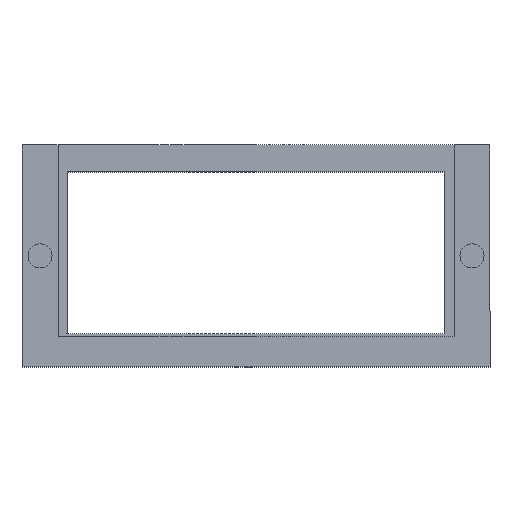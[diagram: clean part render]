
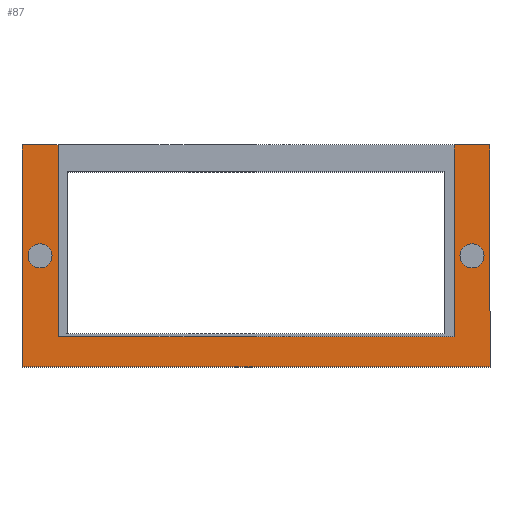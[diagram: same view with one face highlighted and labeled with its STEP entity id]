
A CAD part, top view. The second image highlights one B-rep face of the part: STEP entity #87.
In plain terms, the highlighted planar face has unit normal (0, 0, 1).
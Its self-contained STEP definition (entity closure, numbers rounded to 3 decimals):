
#1 = CARTESIAN_POINT ( 'NONE',  ( 39., 18.5, 0. ) ) ;
#7 = VERTEX_POINT ( 'NONE', #636 ) ;
#15 = CARTESIAN_POINT ( 'NONE',  ( -33., -13.5, 0. ) ) ;
#21 = CARTESIAN_POINT ( 'NONE',  ( 38., 0., 0. ) ) ;
#22 = DIRECTION ( 'NONE',  ( -1., 0., 0. ) ) ;
#23 = ORIENTED_EDGE ( 'NONE', *, *, #615, .T. ) ;
#35 = CARTESIAN_POINT ( 'NONE',  ( 39., -18.5, 0. ) ) ;
#40 = AXIS2_PLACEMENT_3D ( 'NONE', #430, #624, #22 ) ;
#41 = AXIS2_PLACEMENT_3D ( 'NONE', #411, #341, #270 ) ;
#44 = ORIENTED_EDGE ( 'NONE', *, *, #238, .F. ) ;
#48 = VERTEX_POINT ( 'NONE', #81 ) ;
#49 = EDGE_CURVE ( 'NONE', #7, #48, #243, .T. ) ;
#51 = FACE_BOUND ( 'NONE', #194, .T. ) ;
#68 = AXIS2_PLACEMENT_3D ( 'NONE', #637, #450, #310 ) ;
#74 = EDGE_CURVE ( 'NONE', #48, #7, #165, .T. ) ;
#81 = CARTESIAN_POINT ( 'NONE',  ( -38., 0., 0. ) ) ;
#87 = ADVANCED_FACE ( 'NONE', ( #51, #135, #630 ), #113, .F. ) ;
#88 = VECTOR ( 'NONE', #343, 1000. ) ;
#91 = ORIENTED_EDGE ( 'NONE', *, *, #290, .T. ) ;
#93 = LINE ( 'NONE', #15, #170 ) ;
#95 = CARTESIAN_POINT ( 'NONE',  ( -33., -13.5, 0. ) ) ;
#112 = LINE ( 'NONE', #35, #283 ) ;
#113 = PLANE ( 'NONE',  #68 ) ;
#135 = FACE_OUTER_BOUND ( 'NONE', #389, .T. ) ;
#140 = EDGE_CURVE ( 'NONE', #386, #564, #227, .T. ) ;
#141 = VECTOR ( 'NONE', #604, 1000. ) ;
#146 = CARTESIAN_POINT ( 'NONE',  ( -39., 18.5, 0. ) ) ;
#152 = DIRECTION ( 'NONE',  ( 0., 0., 1. ) ) ;
#161 = ORIENTED_EDGE ( 'NONE', *, *, #293, .T. ) ;
#164 = CARTESIAN_POINT ( 'NONE',  ( 33., 18.5, 0. ) ) ;
#165 = CIRCLE ( 'NONE', #40, 2. ) ;
#170 = VECTOR ( 'NONE', #619, 1000. ) ;
#191 = VECTOR ( 'NONE', #391, 1000. ) ;
#194 = EDGE_LOOP ( 'NONE', ( #250, #371 ) ) ;
#198 = LINE ( 'NONE', #325, #353 ) ;
#211 = VECTOR ( 'NONE', #498, 1000. ) ;
#224 = CARTESIAN_POINT ( 'NONE',  ( 39., 18.5, 0. ) ) ;
#225 = DIRECTION ( 'NONE',  ( -1., 0., 0. ) ) ;
#227 = LINE ( 'NONE', #298, #414 ) ;
#235 = AXIS2_PLACEMENT_3D ( 'NONE', #502, #152, #225 ) ;
#238 = EDGE_CURVE ( 'NONE', #351, #459, #521, .T. ) ;
#243 = CIRCLE ( 'NONE', #235, 2. ) ;
#250 = ORIENTED_EDGE ( 'NONE', *, *, #74, .F. ) ;
#251 = DIRECTION ( 'NONE',  ( 0., -1., 0. ) ) ;
#263 = EDGE_CURVE ( 'NONE', #269, #628, #621, .T. ) ;
#269 = VERTEX_POINT ( 'NONE', #146 ) ;
#270 = DIRECTION ( 'NONE',  ( -1., 0., 0. ) ) ;
#283 = VECTOR ( 'NONE', #635, 1000. ) ;
#285 = ORIENTED_EDGE ( 'NONE', *, *, #140, .T. ) ;
#286 = ORIENTED_EDGE ( 'NONE', *, *, #586, .F. ) ;
#287 = DIRECTION ( 'NONE',  ( -1., 0., 0. ) ) ;
#290 = EDGE_CURVE ( 'NONE', #495, #386, #426, .T. ) ;
#293 = EDGE_CURVE ( 'NONE', #537, #269, #485, .T. ) ;
#298 = CARTESIAN_POINT ( 'NONE',  ( -39., 18.5, 0. ) ) ;
#310 = DIRECTION ( 'NONE',  ( -1., 0., 0. ) ) ;
#325 = CARTESIAN_POINT ( 'NONE',  ( -33., 18.5, 0. ) ) ;
#330 = ORIENTED_EDGE ( 'NONE', *, *, #569, .F. ) ;
#336 = AXIS2_PLACEMENT_3D ( 'NONE', #359, #424, #287 ) ;
#341 = DIRECTION ( 'NONE',  ( 0., 0., 1. ) ) ;
#343 = DIRECTION ( 'NONE',  ( -1., 0., 0. ) ) ;
#351 = VERTEX_POINT ( 'NONE', #21 ) ;
#353 = VECTOR ( 'NONE', #251, 1000. ) ;
#355 = CARTESIAN_POINT ( 'NONE',  ( 34., 0., 0. ) ) ;
#359 = CARTESIAN_POINT ( 'NONE',  ( 36., 0., 0. ) ) ;
#369 = DIRECTION ( 'NONE',  ( -1., 0., 0. ) ) ;
#371 = ORIENTED_EDGE ( 'NONE', *, *, #49, .F. ) ;
#372 = VERTEX_POINT ( 'NONE', #623 ) ;
#386 = VERTEX_POINT ( 'NONE', #224 ) ;
#389 = EDGE_LOOP ( 'NONE', ( #285, #601, #330, #649, #161, #617, #23, #91 ) ) ;
#391 = DIRECTION ( 'NONE',  ( 0., 1., 0. ) ) ;
#409 = CARTESIAN_POINT ( 'NONE',  ( 39., -18.5, 0. ) ) ;
#411 = CARTESIAN_POINT ( 'NONE',  ( 36., 0., 0. ) ) ;
#413 = CARTESIAN_POINT ( 'NONE',  ( -39., 18.5, 0. ) ) ;
#414 = VECTOR ( 'NONE', #369, 1000. ) ;
#424 = DIRECTION ( 'NONE',  ( 0., 0., 1. ) ) ;
#426 = LINE ( 'NONE', #1, #141 ) ;
#430 = CARTESIAN_POINT ( 'NONE',  ( -36., 0., 0. ) ) ;
#450 = DIRECTION ( 'NONE',  ( 0., 0., -1. ) ) ;
#459 = VERTEX_POINT ( 'NONE', #355 ) ;
#460 = CARTESIAN_POINT ( 'NONE',  ( 33., -13.5, 0. ) ) ;
#485 = LINE ( 'NONE', #413, #88 ) ;
#495 = VERTEX_POINT ( 'NONE', #409 ) ;
#498 = DIRECTION ( 'NONE',  ( 0., -1., 0. ) ) ;
#502 = CARTESIAN_POINT ( 'NONE',  ( -36., 0., 0. ) ) ;
#507 = EDGE_CURVE ( 'NONE', #372, #564, #526, .T. ) ;
#508 = EDGE_LOOP ( 'NONE', ( #44, #286 ) ) ;
#521 = CIRCLE ( 'NONE', #336, 2. ) ;
#526 = LINE ( 'NONE', #460, #191 ) ;
#537 = VERTEX_POINT ( 'NONE', #631 ) ;
#553 = CARTESIAN_POINT ( 'NONE',  ( -39., -18.5, 0. ) ) ;
#564 = VERTEX_POINT ( 'NONE', #164 ) ;
#569 = EDGE_CURVE ( 'NONE', #639, #372, #93, .T. ) ;
#573 = CARTESIAN_POINT ( 'NONE',  ( -39., -18.5, 0. ) ) ;
#586 = EDGE_CURVE ( 'NONE', #459, #351, #660, .T. ) ;
#601 = ORIENTED_EDGE ( 'NONE', *, *, #507, .F. ) ;
#604 = DIRECTION ( 'NONE',  ( 0., 1., 0. ) ) ;
#614 = EDGE_CURVE ( 'NONE', #537, #639, #198, .T. ) ;
#615 = EDGE_CURVE ( 'NONE', #628, #495, #112, .T. ) ;
#617 = ORIENTED_EDGE ( 'NONE', *, *, #263, .T. ) ;
#619 = DIRECTION ( 'NONE',  ( 1., 0., 0. ) ) ;
#621 = LINE ( 'NONE', #553, #211 ) ;
#623 = CARTESIAN_POINT ( 'NONE',  ( 33., -13.5, 0. ) ) ;
#624 = DIRECTION ( 'NONE',  ( 0., 0., 1. ) ) ;
#628 = VERTEX_POINT ( 'NONE', #573 ) ;
#630 = FACE_BOUND ( 'NONE', #508, .T. ) ;
#631 = CARTESIAN_POINT ( 'NONE',  ( -33., 18.5, 0. ) ) ;
#635 = DIRECTION ( 'NONE',  ( 1., 0., 0. ) ) ;
#636 = CARTESIAN_POINT ( 'NONE',  ( -34., 0., 0. ) ) ;
#637 = CARTESIAN_POINT ( 'NONE',  ( 0., 0., 0. ) ) ;
#639 = VERTEX_POINT ( 'NONE', #95 ) ;
#649 = ORIENTED_EDGE ( 'NONE', *, *, #614, .F. ) ;
#660 = CIRCLE ( 'NONE', #41, 2. ) ;
